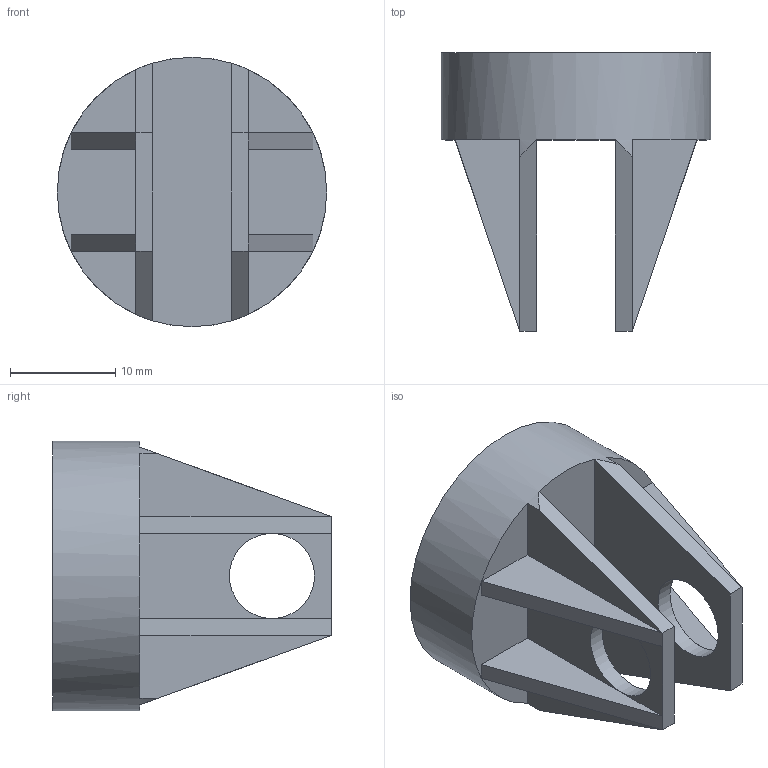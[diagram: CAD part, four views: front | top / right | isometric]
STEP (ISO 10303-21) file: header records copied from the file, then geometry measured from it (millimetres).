
FILE_DESCRIPTION(/* description */ (''),/* implementation_level */ '2;1');
FILE_NAME(/* name */ 'BearingWheelMount.step',/* time_stamp */ '2021-12-03T09:16:51-07:00',/* author */ (''),/* organization */ (''),/* preprocessor_version */ 'ST-DEVELOPER v18.1',/* originating_system */ 'Autodesk Translation Framework v10.10.0.1391',/* authorisation */ '');
FILE_SCHEMA (('AUTOMOTIVE_DESIGN { 1 0 10303 214 3 1 1 }'));
Length unit declared in the file: millimetre
Products named in the file (1): Wheel Mount
Bounding box: 25.64 x 26.52 x 25.64 mm (x, y, z)
Volume: 2635.8 mm3; surface area: 3893.8 mm2
Topology: 1 solids, 1 shells, 41 faces, 90 edges, 50 vertices
Faces by surface type: plane 37, cylinder 4
Full cylindrical faces by diameter (mm): 8.1 x2, 22.44 x1, 25.64 x1
Entity records: 1127 total; most frequent: DIRECTION 196, CARTESIAN_POINT 182, ORIENTED_EDGE 180, EDGE_CURVE 90, LINE 68, VECTOR 68, AXIS2_PLACEMENT_3D 64, VERTEX_POINT 50
